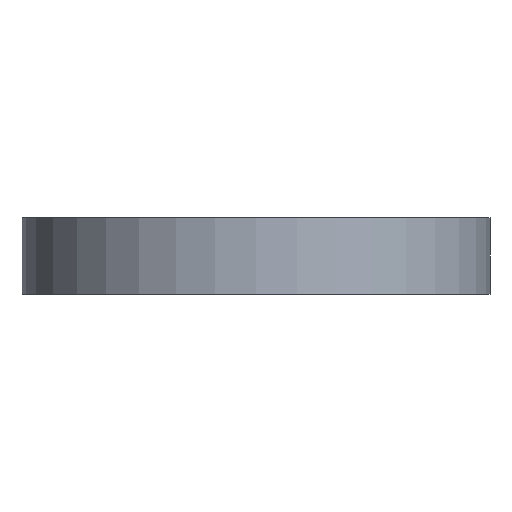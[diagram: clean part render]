
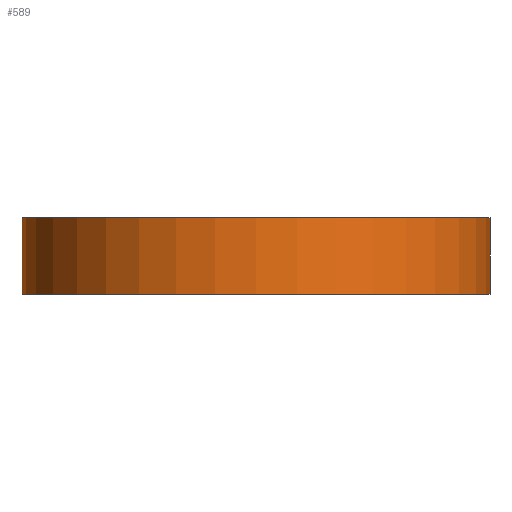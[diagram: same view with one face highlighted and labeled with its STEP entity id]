
A CAD part, front view. The second image highlights one B-rep face of the part: STEP entity #589.
In plain terms, the highlighted cylindrical face has radius 27.5 mm (diameter 55 mm), a partial arc.
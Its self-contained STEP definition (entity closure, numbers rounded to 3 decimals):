
#1 = DIRECTION ( 'NONE',  ( 0., 0., 1. ) ) ;
#27 = VECTOR ( 'NONE', #399, 1000. ) ;
#40 = CARTESIAN_POINT ( 'NONE',  ( 27.5, 0., 9. ) ) ;
#45 = VERTEX_POINT ( 'NONE', #585 ) ;
#53 = ORIENTED_EDGE ( 'NONE', *, *, #421, .F. ) ;
#98 = CARTESIAN_POINT ( 'NONE',  ( 0., 0., 9. ) ) ;
#104 = CARTESIAN_POINT ( 'NONE',  ( 0., 0., 0. ) ) ;
#145 = AXIS2_PLACEMENT_3D ( 'NONE', #104, #637, #644 ) ;
#152 = DIRECTION ( 'NONE',  ( 1., 0., 0. ) ) ;
#172 = LINE ( 'NONE', #685, #669 ) ;
#186 = AXIS2_PLACEMENT_3D ( 'NONE', #640, #1, #152 ) ;
#190 = CYLINDRICAL_SURFACE ( 'NONE', #586, 27.5 ) ;
#192 = ORIENTED_EDGE ( 'NONE', *, *, #597, .F. ) ;
#199 = DIRECTION ( 'NONE',  ( 0., 0., -1. ) ) ;
#209 = ORIENTED_EDGE ( 'NONE', *, *, #574, .T. ) ;
#271 = ORIENTED_EDGE ( 'NONE', *, *, #335, .T. ) ;
#281 = VERTEX_POINT ( 'NONE', #400 ) ;
#315 = DIRECTION ( 'NONE',  ( 0., 0., -1. ) ) ;
#335 = EDGE_CURVE ( 'NONE', #45, #460, #402, .T. ) ;
#352 = CIRCLE ( 'NONE', #186, 27.5 ) ;
#399 = DIRECTION ( 'NONE',  ( 0., 0., -1. ) ) ;
#400 = CARTESIAN_POINT ( 'NONE',  ( 27.5, 0., 0. ) ) ;
#402 = LINE ( 'NONE', #445, #27 ) ;
#420 = VERTEX_POINT ( 'NONE', #40 ) ;
#421 = EDGE_CURVE ( 'NONE', #420, #281, #172, .T. ) ;
#444 = CIRCLE ( 'NONE', #145, 27.5 ) ;
#445 = CARTESIAN_POINT ( 'NONE',  ( -27.5, 0., 9. ) ) ;
#460 = VERTEX_POINT ( 'NONE', #683 ) ;
#574 = EDGE_CURVE ( 'NONE', #460, #281, #444, .T. ) ;
#585 = CARTESIAN_POINT ( 'NONE',  ( -27.5, 0., 9. ) ) ;
#586 = AXIS2_PLACEMENT_3D ( 'NONE', #98, #315, #642 ) ;
#589 = ADVANCED_FACE ( 'NONE', ( #610 ), #190, .T. ) ;
#593 = EDGE_LOOP ( 'NONE', ( #53, #192, #271, #209 ) ) ;
#597 = EDGE_CURVE ( 'NONE', #45, #420, #352, .T. ) ;
#610 = FACE_OUTER_BOUND ( 'NONE', #593, .T. ) ;
#637 = DIRECTION ( 'NONE',  ( 0., 0., 1. ) ) ;
#640 = CARTESIAN_POINT ( 'NONE',  ( 0., 0., 9. ) ) ;
#642 = DIRECTION ( 'NONE',  ( -1., 0., 0. ) ) ;
#644 = DIRECTION ( 'NONE',  ( 1., 0., 0. ) ) ;
#669 = VECTOR ( 'NONE', #199, 1000. ) ;
#683 = CARTESIAN_POINT ( 'NONE',  ( -27.5, 0., 0. ) ) ;
#685 = CARTESIAN_POINT ( 'NONE',  ( 27.5, 0., 9. ) ) ;
